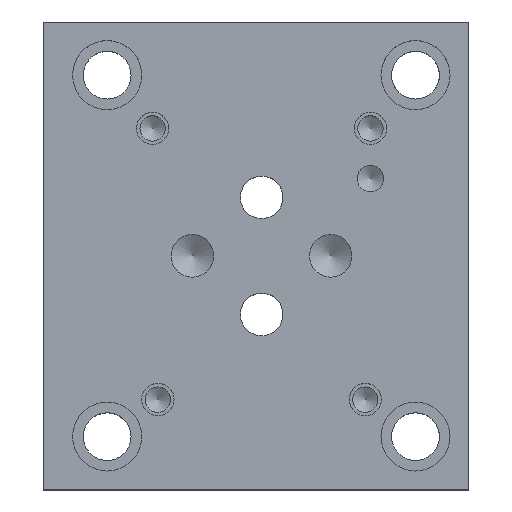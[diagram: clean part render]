
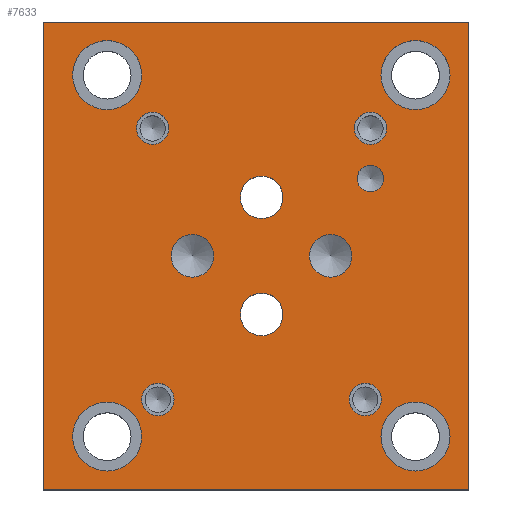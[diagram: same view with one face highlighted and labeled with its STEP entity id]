
A CAD part, top view. The second image highlights one B-rep face of the part: STEP entity #7633.
In plain terms, the highlighted planar face has unit normal (0, 0, 1).
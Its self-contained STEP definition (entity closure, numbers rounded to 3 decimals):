
#79=CIRCLE('',#7947,5.156);
#82=CIRCLE('',#7953,5.156);
#85=CIRCLE('',#7959,5.156);
#88=CIRCLE('',#7965,5.156);
#89=CIRCLE('',#7968,3.175);
#90=CIRCLE('',#7970,3.175);
#92=CIRCLE('',#7974,3.175);
#94=CIRCLE('',#7978,3.175);
#96=CIRCLE('',#7982,1.981);
#100=CIRCLE('',#7989,2.413);
#104=CIRCLE('',#7997,2.413);
#108=CIRCLE('',#8005,2.413);
#112=CIRCLE('',#8013,2.413);
#464=FACE_BOUND('',#1322,.T.);
#465=FACE_BOUND('',#1323,.T.);
#466=FACE_BOUND('',#1324,.T.);
#467=FACE_BOUND('',#1325,.T.);
#468=FACE_BOUND('',#1326,.T.);
#469=FACE_BOUND('',#1327,.T.);
#470=FACE_BOUND('',#1328,.T.);
#471=FACE_BOUND('',#1329,.T.);
#472=FACE_BOUND('',#1330,.T.);
#473=FACE_BOUND('',#1331,.T.);
#474=FACE_BOUND('',#1332,.T.);
#475=FACE_BOUND('',#1333,.T.);
#476=FACE_BOUND('',#1334,.T.);
#872=FACE_OUTER_BOUND('',#1321,.T.);
#1321=EDGE_LOOP('',(#6642,#6643,#6644,#6645));
#1322=EDGE_LOOP('',(#6646));
#1323=EDGE_LOOP('',(#6647));
#1324=EDGE_LOOP('',(#6648));
#1325=EDGE_LOOP('',(#6649));
#1326=EDGE_LOOP('',(#6650));
#1327=EDGE_LOOP('',(#6651));
#1328=EDGE_LOOP('',(#6652));
#1329=EDGE_LOOP('',(#6653));
#1330=EDGE_LOOP('',(#6654));
#1331=EDGE_LOOP('',(#6655));
#1332=EDGE_LOOP('',(#6656));
#1333=EDGE_LOOP('',(#6657));
#1334=EDGE_LOOP('',(#6658));
#1714=LINE('',#10439,#2486);
#2102=LINE('',#12927,#2874);
#2104=LINE('',#12931,#2876);
#2106=LINE('',#12934,#2878);
#2486=VECTOR('',#8667,10.);
#2874=VECTOR('',#9519,10.);
#2876=VECTOR('',#9523,10.);
#2878=VECTOR('',#9527,10.);
#3143=VERTEX_POINT('',#10436);
#3144=VERTEX_POINT('',#10438);
#3526=VERTEX_POINT('',#12788);
#3529=VERTEX_POINT('',#12799);
#3532=VERTEX_POINT('',#12810);
#3535=VERTEX_POINT('',#12821);
#3536=VERTEX_POINT('',#12827);
#3537=VERTEX_POINT('',#12831);
#3540=VERTEX_POINT('',#12840);
#3543=VERTEX_POINT('',#12849);
#3546=VERTEX_POINT('',#12858);
#3551=VERTEX_POINT('',#12872);
#3556=VERTEX_POINT('',#12888);
#3561=VERTEX_POINT('',#12904);
#3566=VERTEX_POINT('',#12920);
#3567=VERTEX_POINT('',#12926);
#3568=VERTEX_POINT('',#12930);
#3964=EDGE_CURVE('',#3144,#3143,#1714,.T.);
#4532=EDGE_CURVE('',#3526,#3526,#79,.T.);
#4537=EDGE_CURVE('',#3529,#3529,#82,.T.);
#4542=EDGE_CURVE('',#3532,#3532,#85,.T.);
#4547=EDGE_CURVE('',#3535,#3535,#88,.T.);
#4550=EDGE_CURVE('',#3536,#3536,#89,.T.);
#4552=EDGE_CURVE('',#3537,#3537,#90,.T.);
#4556=EDGE_CURVE('',#3540,#3540,#92,.T.);
#4560=EDGE_CURVE('',#3543,#3543,#94,.T.);
#4564=EDGE_CURVE('',#3546,#3546,#96,.T.);
#4570=EDGE_CURVE('',#3551,#3551,#100,.T.);
#4577=EDGE_CURVE('',#3556,#3556,#104,.T.);
#4584=EDGE_CURVE('',#3561,#3561,#108,.T.);
#4591=EDGE_CURVE('',#3566,#3566,#112,.T.);
#4594=EDGE_CURVE('',#3567,#3144,#2102,.T.);
#4596=EDGE_CURVE('',#3568,#3567,#2104,.T.);
#4598=EDGE_CURVE('',#3143,#3568,#2106,.T.);
#6642=ORIENTED_EDGE('',*,*,#3964,.T.);
#6643=ORIENTED_EDGE('',*,*,#4598,.T.);
#6644=ORIENTED_EDGE('',*,*,#4596,.T.);
#6645=ORIENTED_EDGE('',*,*,#4594,.T.);
#6646=ORIENTED_EDGE('',*,*,#4532,.T.);
#6647=ORIENTED_EDGE('',*,*,#4537,.T.);
#6648=ORIENTED_EDGE('',*,*,#4542,.T.);
#6649=ORIENTED_EDGE('',*,*,#4547,.T.);
#6650=ORIENTED_EDGE('',*,*,#4550,.T.);
#6651=ORIENTED_EDGE('',*,*,#4552,.T.);
#6652=ORIENTED_EDGE('',*,*,#4556,.T.);
#6653=ORIENTED_EDGE('',*,*,#4560,.T.);
#6654=ORIENTED_EDGE('',*,*,#4564,.T.);
#6655=ORIENTED_EDGE('',*,*,#4570,.T.);
#6656=ORIENTED_EDGE('',*,*,#4577,.T.);
#6657=ORIENTED_EDGE('',*,*,#4584,.T.);
#6658=ORIENTED_EDGE('',*,*,#4591,.T.);
#6915=PLANE('',#8019);
#7633=ADVANCED_FACE('',(#872,#464,#465,#466,#467,#468,#469,#470,#471,#472,
#473,#474,#475,#476),#6915,.T.);
#7947=AXIS2_PLACEMENT_3D('',#12789,#9353,#9354);
#7953=AXIS2_PLACEMENT_3D('',#12800,#9367,#9368);
#7959=AXIS2_PLACEMENT_3D('',#12811,#9381,#9382);
#7965=AXIS2_PLACEMENT_3D('',#12822,#9395,#9396);
#7968=AXIS2_PLACEMENT_3D('',#12828,#9403,#9404);
#7970=AXIS2_PLACEMENT_3D('',#12832,#9408,#9409);
#7974=AXIS2_PLACEMENT_3D('',#12841,#9418,#9419);
#7978=AXIS2_PLACEMENT_3D('',#12850,#9428,#9429);
#7982=AXIS2_PLACEMENT_3D('',#12859,#9438,#9439);
#7989=AXIS2_PLACEMENT_3D('',#12873,#9454,#9455);
#7997=AXIS2_PLACEMENT_3D('',#12889,#9473,#9474);
#8005=AXIS2_PLACEMENT_3D('',#12905,#9492,#9493);
#8013=AXIS2_PLACEMENT_3D('',#12921,#9511,#9512);
#8019=AXIS2_PLACEMENT_3D('',#12936,#9530,#9531);
#8667=DIRECTION('',(1.,0.,0.));
#9353=DIRECTION('center_axis',(0.,0.,-1.));
#9354=DIRECTION('ref_axis',(1.,0.,0.));
#9367=DIRECTION('center_axis',(0.,0.,-1.));
#9368=DIRECTION('ref_axis',(1.,0.,0.));
#9381=DIRECTION('center_axis',(0.,0.,-1.));
#9382=DIRECTION('ref_axis',(1.,0.,0.));
#9395=DIRECTION('center_axis',(0.,0.,-1.));
#9396=DIRECTION('ref_axis',(1.,0.,0.));
#9403=DIRECTION('center_axis',(0.,0.,-1.));
#9404=DIRECTION('ref_axis',(1.,0.,0.));
#9408=DIRECTION('center_axis',(0.,0.,-1.));
#9409=DIRECTION('ref_axis',(1.,0.,0.));
#9418=DIRECTION('center_axis',(0.,0.,-1.));
#9419=DIRECTION('ref_axis',(1.,0.,0.));
#9428=DIRECTION('center_axis',(0.,0.,-1.));
#9429=DIRECTION('ref_axis',(1.,0.,0.));
#9438=DIRECTION('center_axis',(0.,0.,-1.));
#9439=DIRECTION('ref_axis',(1.,0.,0.));
#9454=DIRECTION('center_axis',(0.,0.,-1.));
#9455=DIRECTION('ref_axis',(1.,0.,0.));
#9473=DIRECTION('center_axis',(0.,0.,-1.));
#9474=DIRECTION('ref_axis',(1.,0.,0.));
#9492=DIRECTION('center_axis',(0.,0.,-1.));
#9493=DIRECTION('ref_axis',(1.,0.,0.));
#9511=DIRECTION('center_axis',(0.,0.,-1.));
#9512=DIRECTION('ref_axis',(1.,0.,0.));
#9519=DIRECTION('',(0.,-1.,0.));
#9523=DIRECTION('',(-1.,0.,0.));
#9527=DIRECTION('',(0.,1.,0.));
#9530=DIRECTION('center_axis',(0.,0.,1.));
#9531=DIRECTION('ref_axis',(1.,0.,0.));
#10436=CARTESIAN_POINT('',(63.5,0.,19.05));
#10438=CARTESIAN_POINT('',(0.,0.,19.05));
#10439=CARTESIAN_POINT('',(0.,0.,19.05));
#12788=CARTESIAN_POINT('',(4.369,61.925,19.05));
#12789=CARTESIAN_POINT('Origin',(9.525,61.925,19.05));
#12799=CARTESIAN_POINT('',(4.369,7.95,19.05));
#12800=CARTESIAN_POINT('Origin',(9.525,7.95,19.05));
#12810=CARTESIAN_POINT('',(50.406,7.95,19.05));
#12811=CARTESIAN_POINT('Origin',(55.563,7.95,19.05));
#12821=CARTESIAN_POINT('',(50.406,61.925,19.05));
#12822=CARTESIAN_POINT('Origin',(55.563,61.925,19.05));
#12827=CARTESIAN_POINT('',(29.413,26.187,19.05));
#12828=CARTESIAN_POINT('Origin',(32.588,26.187,19.05));
#12831=CARTESIAN_POINT('',(29.413,43.663,19.05));
#12832=CARTESIAN_POINT('Origin',(32.588,43.663,19.05));
#12840=CARTESIAN_POINT('',(39.726,34.925,19.05));
#12841=CARTESIAN_POINT('Origin',(42.901,34.925,19.05));
#12849=CARTESIAN_POINT('',(19.075,34.925,19.05));
#12850=CARTESIAN_POINT('Origin',(22.25,34.925,19.05));
#12858=CARTESIAN_POINT('',(46.863,46.482,19.05));
#12859=CARTESIAN_POINT('Origin',(48.844,46.482,19.05));
#12872=CARTESIAN_POINT('',(13.894,53.975,19.05));
#12873=CARTESIAN_POINT('Origin',(16.307,53.975,19.05));
#12888=CARTESIAN_POINT('',(45.644,13.487,19.05));
#12889=CARTESIAN_POINT('Origin',(48.057,13.487,19.05));
#12904=CARTESIAN_POINT('',(14.681,13.487,19.05));
#12905=CARTESIAN_POINT('Origin',(17.094,13.487,19.05));
#12920=CARTESIAN_POINT('',(46.431,53.975,19.05));
#12921=CARTESIAN_POINT('Origin',(48.844,53.975,19.05));
#12926=CARTESIAN_POINT('',(0.,69.85,19.05));
#12927=CARTESIAN_POINT('',(0.,69.85,19.05));
#12930=CARTESIAN_POINT('',(63.5,69.85,19.05));
#12931=CARTESIAN_POINT('',(63.5,69.85,19.05));
#12934=CARTESIAN_POINT('',(63.5,0.,19.05));
#12936=CARTESIAN_POINT('Origin',(31.75,34.925,19.05));
